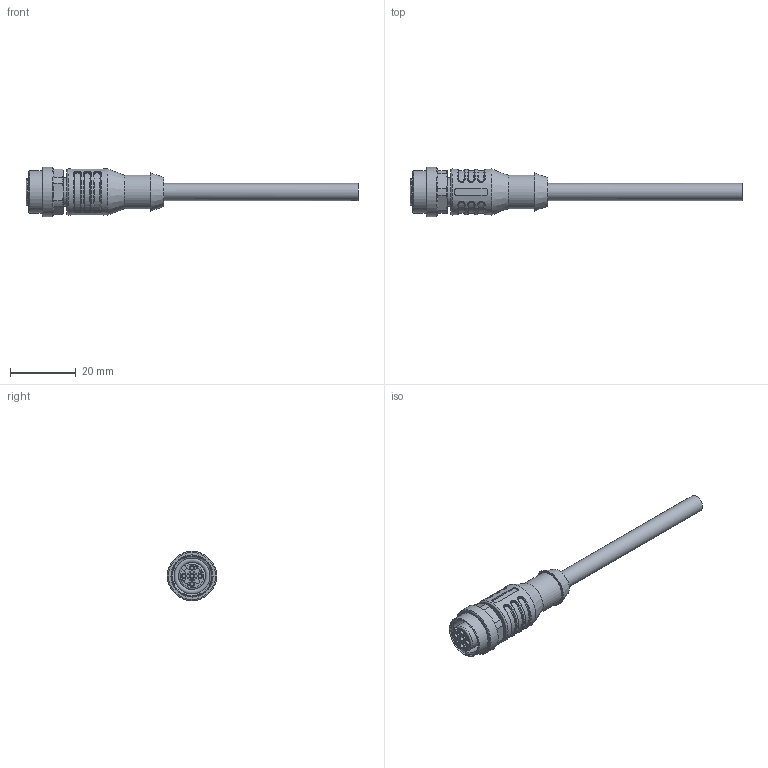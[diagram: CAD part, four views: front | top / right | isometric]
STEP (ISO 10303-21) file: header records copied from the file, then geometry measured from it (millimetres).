
FILE_DESCRIPTION(/* description */ (''),/* implementation_level */ '2;1');
FILE_NAME(/* name */ 'AL-WAK4_5.stp',/* time_stamp */ '2015-06-15T15:38:09+02:00',/* author */ ('ESCHA Bauelemente GmbH'),/* organization */ ('ESCHA Bauelemente GmbH'),/* preprocessor_version */ 'ST-DEVELOPER v14',/* originating_system */ 'SIEMENS PLM Software NX 8.0',/* authorisation */ '');
FILE_SCHEMA (('AP203_CONFIGURATION_CONTROLLED_3D_DESIGN_OF_MECHANICAL_PARTS_AND_ASSEMBLIES_MIM_LF { 1 0 10303 403 2 1 2}'));
Length unit declared in the file: millimetre
Products named in the file (1): AL-WAK4_5
Bounding box: 101 x 15 x 15 mm (x, y, z)
Volume: 5961.4 mm3; surface area: 3695.3 mm2
Topology: 1 solids, 1 shells, 268 faces, 656 edges, 418 vertices
Faces by surface type: plane 98, cylinder 69, extrusion 32, torus 28, bspline 24, cone 17
Full cylindrical faces by diameter (mm): 1.15 x5, 5.2 x1, 8.7 x1, 10.2 x1, 10.95 x1, 12.3 x1, 12.8 x1, 14 x1, 15 x1
Entity records: 9119 total; most frequent: CARTESIAN_POINT 3096, ORIENTED_EDGE 1226, DIRECTION 1151, EDGE_CURVE 613, AXIS2_PLACEMENT_3D 431, VERTEX_POINT 404, EDGE_LOOP 327, VECTOR 289
